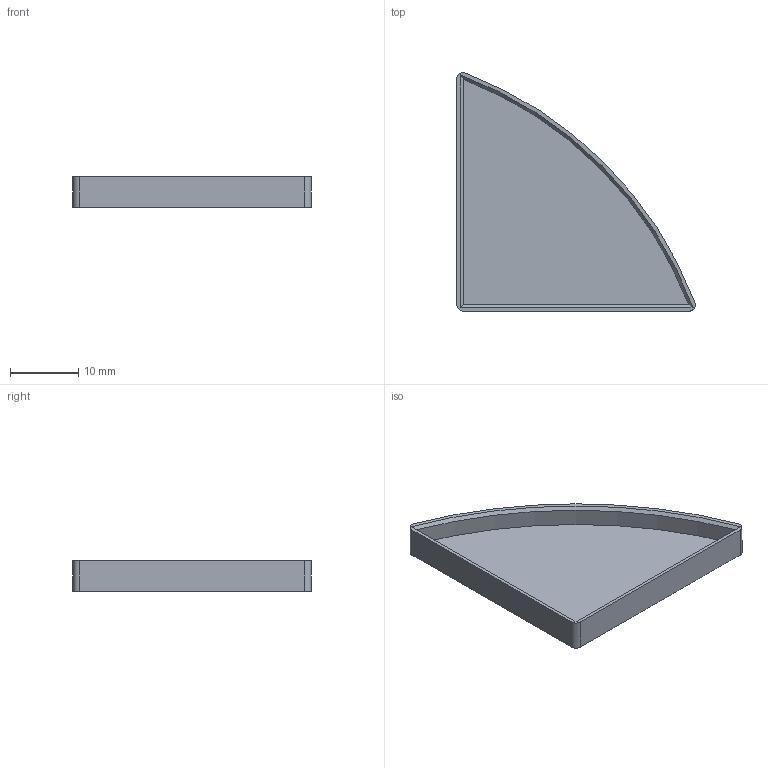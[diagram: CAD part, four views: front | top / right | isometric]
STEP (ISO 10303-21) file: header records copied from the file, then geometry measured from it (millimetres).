
FILE_DESCRIPTION(/* description */ (''),/* implementation_level */ '2;1');
FILE_NAME(/* name */ 'Bathroom Cabinet Foot v3.stp',/* time_stamp */ '2022-09-22T11:48:53+02:00',/* author */ (''),/* organization */ (''),/* preprocessor_version */ 'ST-DEVELOPER v19',/* originating_system */ 'Autodesk Translation Framework v11.7.0.108',/* authorisation */ '');
FILE_SCHEMA (('AUTOMOTIVE_DESIGN { 1 0 10303 214 3 1 1 }'));
Length unit declared in the file: millimetre
Products named in the file (1): Bathroom Cabinet Foot
Bounding box: 35 x 35 x 4.5 mm (x, y, z)
Volume: 1565.5 mm3; surface area: 2488.1 mm2
Topology: 1 solids, 1 shells, 15 faces, 33 edges, 21 vertices
Faces by surface type: plane 9, cylinder 5, cone 1
Entity records: 449 total; most frequent: CARTESIAN_POINT 76, DIRECTION 74, ORIENTED_EDGE 66, EDGE_CURVE 33, AXIS2_PLACEMENT_3D 27, VERTEX_POINT 21, LINE 20, VECTOR 20
